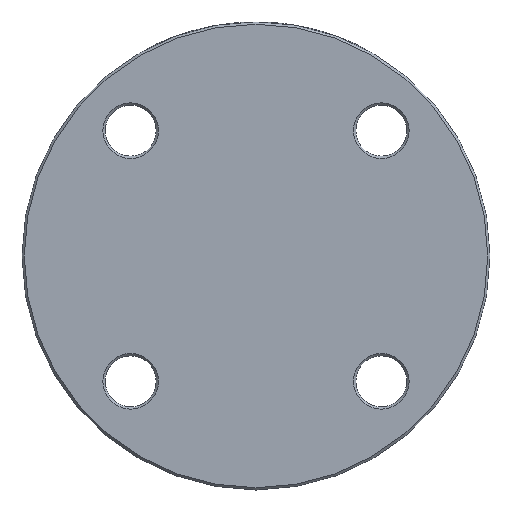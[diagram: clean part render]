
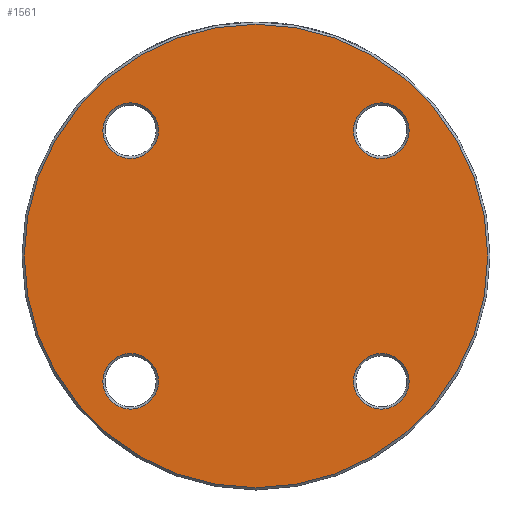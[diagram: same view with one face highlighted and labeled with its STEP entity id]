
A CAD part, left-side view. The second image highlights one B-rep face of the part: STEP entity #1561.
In plain terms, the highlighted planar face has unit normal (-1, 0, 0).
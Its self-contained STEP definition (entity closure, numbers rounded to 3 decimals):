
#11 = CARTESIAN_POINT ( 'NONE',  ( 0., -44.194, 44.194 ) ) ;
#36 = EDGE_CURVE ( 'NONE', #2487, #2487, #2187, .T. ) ;
#99 = ORIENTED_EDGE ( 'NONE', *, *, #3003, .T. ) ;
#209 = CARTESIAN_POINT ( 'NONE',  ( 0., 0., 0. ) ) ;
#336 = AXIS2_PLACEMENT_3D ( 'NONE', #2331, #4429, #5441 ) ;
#408 = DIRECTION ( 'NONE',  ( 0., 0., -1. ) ) ;
#441 = AXIS2_PLACEMENT_3D ( 'NONE', #209, #5895, #6512 ) ;
#473 = CARTESIAN_POINT ( 'NONE',  ( 0., -44.194, 34.394 ) ) ;
#641 = CIRCLE ( 'NONE', #2824, 9.8 ) ;
#781 = FACE_BOUND ( 'NONE', #4404, .T. ) ;
#905 = EDGE_LOOP ( 'NONE', ( #1444 ) ) ;
#1096 = EDGE_CURVE ( 'NONE', #3586, #3586, #3490, .T. ) ;
#1444 = ORIENTED_EDGE ( 'NONE', *, *, #3359, .T. ) ;
#1474 = DIRECTION ( 'NONE',  ( 1., 0., 0. ) ) ;
#1561 = ADVANCED_FACE ( 'NONE', ( #2828, #2347, #2283, #3786, #781 ), #4345, .F. ) ;
#1735 = DIRECTION ( 'NONE',  ( 0., 0., -1. ) ) ;
#1805 = ORIENTED_EDGE ( 'NONE', *, *, #1096, .T. ) ;
#2048 = VERTEX_POINT ( 'NONE', #3616 ) ;
#2085 = CARTESIAN_POINT ( 'NONE',  ( 0., 0., -81.7 ) ) ;
#2187 = CIRCLE ( 'NONE', #3059, 9.8 ) ;
#2238 = CARTESIAN_POINT ( 'NONE',  ( 0., 44.194, 44.194 ) ) ;
#2283 = FACE_BOUND ( 'NONE', #905, .T. ) ;
#2331 = CARTESIAN_POINT ( 'NONE',  ( 0., 0., 0. ) ) ;
#2343 = EDGE_LOOP ( 'NONE', ( #99 ) ) ;
#2347 = FACE_BOUND ( 'NONE', #2343, .T. ) ;
#2487 = VERTEX_POINT ( 'NONE', #4210 ) ;
#2559 = VERTEX_POINT ( 'NONE', #6174 ) ;
#2674 = EDGE_LOOP ( 'NONE', ( #3312 ) ) ;
#2824 = AXIS2_PLACEMENT_3D ( 'NONE', #11, #1474, #408 ) ;
#2828 = FACE_OUTER_BOUND ( 'NONE', #5842, .T. ) ;
#3003 = EDGE_CURVE ( 'NONE', #2048, #2048, #6011, .T. ) ;
#3043 = ORIENTED_EDGE ( 'NONE', *, *, #3543, .T. ) ;
#3059 = AXIS2_PLACEMENT_3D ( 'NONE', #5376, #4915, #5853 ) ;
#3155 = AXIS2_PLACEMENT_3D ( 'NONE', #6579, #4958, #6030 ) ;
#3312 = ORIENTED_EDGE ( 'NONE', *, *, #36, .T. ) ;
#3359 = EDGE_CURVE ( 'NONE', #5758, #5758, #641, .T. ) ;
#3490 = CIRCLE ( 'NONE', #336, 81.7 ) ;
#3543 = EDGE_CURVE ( 'NONE', #2559, #2559, #6779, .T. ) ;
#3586 = VERTEX_POINT ( 'NONE', #2085 ) ;
#3616 = CARTESIAN_POINT ( 'NONE',  ( 0., 44.194, 34.394 ) ) ;
#3786 = FACE_BOUND ( 'NONE', #2674, .T. ) ;
#4210 = CARTESIAN_POINT ( 'NONE',  ( 0., -44.194, -53.994 ) ) ;
#4345 = PLANE ( 'NONE',  #441 ) ;
#4404 = EDGE_LOOP ( 'NONE', ( #3043 ) ) ;
#4429 = DIRECTION ( 'NONE',  ( -1., 0., 0. ) ) ;
#4915 = DIRECTION ( 'NONE',  ( 1., 0., 0. ) ) ;
#4958 = DIRECTION ( 'NONE',  ( 1., 0., 0. ) ) ;
#5362 = AXIS2_PLACEMENT_3D ( 'NONE', #2238, #5881, #1735 ) ;
#5376 = CARTESIAN_POINT ( 'NONE',  ( 0., -44.194, -44.194 ) ) ;
#5441 = DIRECTION ( 'NONE',  ( 0., 0., -1. ) ) ;
#5758 = VERTEX_POINT ( 'NONE', #473 ) ;
#5842 = EDGE_LOOP ( 'NONE', ( #1805 ) ) ;
#5853 = DIRECTION ( 'NONE',  ( 0., 0., -1. ) ) ;
#5881 = DIRECTION ( 'NONE',  ( 1., 0., 0. ) ) ;
#5895 = DIRECTION ( 'NONE',  ( 1., 0., 0. ) ) ;
#6011 = CIRCLE ( 'NONE', #5362, 9.8 ) ;
#6030 = DIRECTION ( 'NONE',  ( 0., 0., -1. ) ) ;
#6174 = CARTESIAN_POINT ( 'NONE',  ( 0., 44.194, -53.994 ) ) ;
#6512 = DIRECTION ( 'NONE',  ( 0., 0., -1. ) ) ;
#6579 = CARTESIAN_POINT ( 'NONE',  ( 0., 44.194, -44.194 ) ) ;
#6779 = CIRCLE ( 'NONE', #3155, 9.8 ) ;
